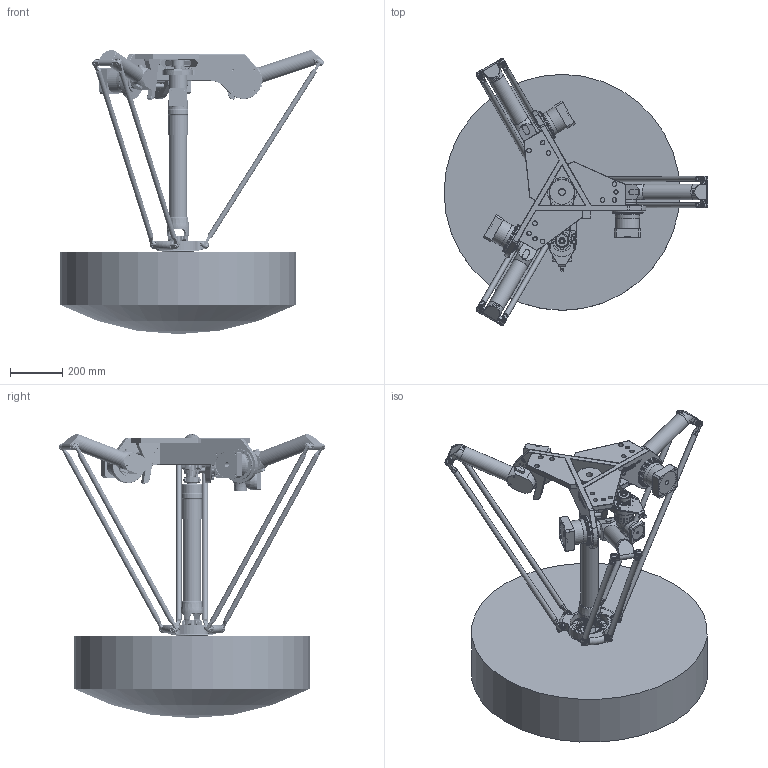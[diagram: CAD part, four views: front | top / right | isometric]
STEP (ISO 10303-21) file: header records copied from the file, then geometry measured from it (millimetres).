
FILE_DESCRIPTION(/* description */ (''),/* implementation_level */ '2;1');
FILE_NAME(/* name */ '3D-model_A_00804-01.stp',/* time_stamp */ '2022-07-13T10:35:56+02:00',/* author */ ('michael.schutter'),/* organization */ ('Majatronic'),/* preprocessor_version */ 'ST-DEVELOPER v16.5',/* originating_system */ 'Autodesk Inventor 2017',/* authorisation */ '');
FILE_SCHEMA (('AUTOMOTIVE_DESIGN { 1 0 10303 214 3 1 1 }'));
Products named in the file (15): A_00804-01_DUMMY; MT_BGR00021911MT_BGR; MT_WST00060421MT_WST; MT_WST00058597MT_WST; MT_WST00058598MT_WST; MT_WST00058088MT_WST; MT_WST00106842; MT_WST00069211; MT_WST00060428MT_WST; MT_WST00065212MT_WST; MT_WST00065661MT_WST; MT_WST00031699MT_WST; MT_WST00054194MT_WST; MT_WST00060712MT_WST; MT_WST00054196MT_WST
Assembly tree (29 placements, depth 3):
  A_00804-01_DUMMY
    MT_BGR00021911MT_BGR
      MT_WST00060421MT_WST
      MT_WST00058597MT_WST  x3
      MT_WST00058598MT_WST
    MT_WST00031699MT_WST  x6
    MT_WST00058088MT_WST
    MT_WST00106842  x2
    MT_WST00069211
    MT_WST00060428MT_WST
    MT_WST00054194MT_WST  x3
    MT_WST00060712MT_WST  x6
    MT_WST00065212MT_WST
    MT_WST00065661MT_WST
    MT_WST00054196MT_WST
Bounding box: 1006.7 x 1018.15 x 1084.29 mm (x, y, z)
Volume: 179191205.3 mm3; surface area: 3995683.5 mm2
Topology: 29 solids, 44 shells, 3964 faces, 9019 edges, 5639 vertices
Faces by surface type: plane 2075, cylinder 1182, cone 436, bspline 148, torus 114, sphere 9
Full cylindrical faces by diameter (mm): 3 x2, 3.459 x12, 4 x1, 4.134 x12, 4.917 x11, 5 x48, 6 x72, 6.647 x18, 7 x14, 8 x40, 8.5 x96, 10 x44, 11 x1, 11.4 x1, 12 x26, 15.4 x1, 16 x25, 17.5 x9, 18 x32, 19 x3, 20 x26, 23.9 x1, 24 x1, 25 x3, 26 x1, 27 x2, 28.4 x1, 30 x2, 31.5 x3, 34 x2
Entity records: 80094 total; most frequent: CARTESIAN_POINT 22186, DIRECTION 11924, ORIENTED_EDGE 10794, EDGE_CURVE 5397, AXIS2_PLACEMENT_3D 4429, VERTEX_POINT 3633, EDGE_LOOP 3372, LINE 3066
